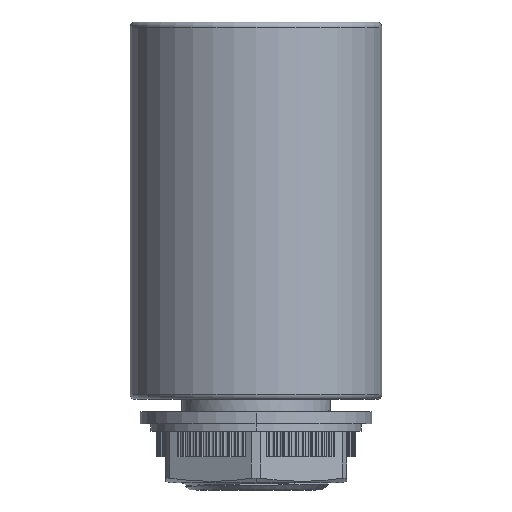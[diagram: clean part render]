
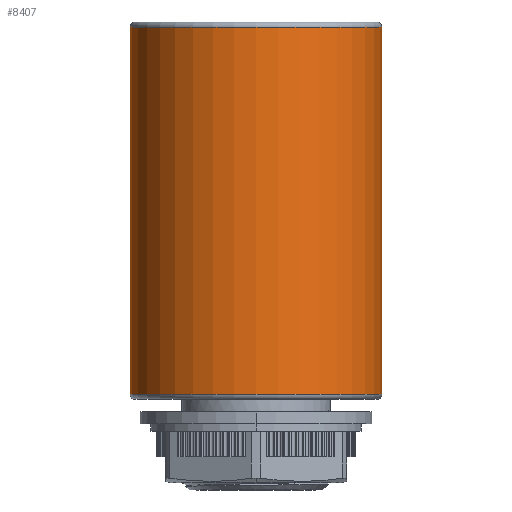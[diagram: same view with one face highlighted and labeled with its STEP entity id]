
A CAD part, left-side view. The second image highlights one B-rep face of the part: STEP entity #8407.
In plain terms, the highlighted cylindrical face has radius 25 mm (diameter 50 mm), a partial arc.
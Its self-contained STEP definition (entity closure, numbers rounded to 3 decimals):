
#3256=CARTESIAN_POINT('',(0.,0.,-1.));
#3257=DIRECTION('',(0.,0.,1.));
#3258=DIRECTION('',(0.,1.,0.));
#3259=AXIS2_PLACEMENT_3D('',#3256,#3257,#3258);
#3261=DIRECTION('',(0.,0.,1.));
#3262=VECTOR('',#3261,73.);
#3263=CARTESIAN_POINT('',(0.,-25.,-74.));
#3264=LINE('',#3263,#3262);
#3265=CARTESIAN_POINT('',(0.,0.,-74.));
#3266=DIRECTION('',(0.,0.,1.));
#3267=DIRECTION('',(0.,1.,0.));
#3268=AXIS2_PLACEMENT_3D('',#3265,#3266,#3267);
#3270=DIRECTION('',(0.,0.,1.));
#3271=VECTOR('',#3270,73.);
#3272=CARTESIAN_POINT('',(0.,25.,-74.));
#3273=LINE('',#3272,#3271);
#3850=CARTESIAN_POINT('',(0.,25.,-1.));
#3851=CARTESIAN_POINT('',(0.,-25.,-1.));
#3852=VERTEX_POINT('',#3850);
#3853=VERTEX_POINT('',#3851);
#3854=CARTESIAN_POINT('',(0.,25.,-74.));
#3855=VERTEX_POINT('',#3854);
#3856=CARTESIAN_POINT('',(0.,-25.,-74.));
#3857=VERTEX_POINT('',#3856);
#8395=CARTESIAN_POINT('',(0.,0.,4.65));
#8396=DIRECTION('',(0.,0.,-1.));
#8397=DIRECTION('',(0.,-1.,0.));
#8398=AXIS2_PLACEMENT_3D('',#8395,#8396,#8397);
#8399=CYLINDRICAL_SURFACE('',#8398,25.);
#8400=ORIENTED_EDGE('',*,*,#8389,.T.);
#8401=ORIENTED_EDGE('',*,*,#8275,.F.);
#8403=ORIENTED_EDGE('',*,*,#8402,.F.);
#8404=ORIENTED_EDGE('',*,*,#8272,.T.);
#8405=EDGE_LOOP('',(#8400,#8401,#8403,#8404));
#8406=FACE_OUTER_BOUND('',#8405,.F.);
#8407=ADVANCED_FACE('',(#8406),#8399,.T.);
#3260=CIRCLE('',#3259,25.);
#3269=CIRCLE('',#3268,25.);
#8272=EDGE_CURVE('',#3855,#3852,#3273,.T.);
#8275=EDGE_CURVE('',#3857,#3853,#3264,.T.);
#8389=EDGE_CURVE('',#3852,#3853,#3260,.T.);
#8402=EDGE_CURVE('',#3855,#3857,#3269,.T.);
